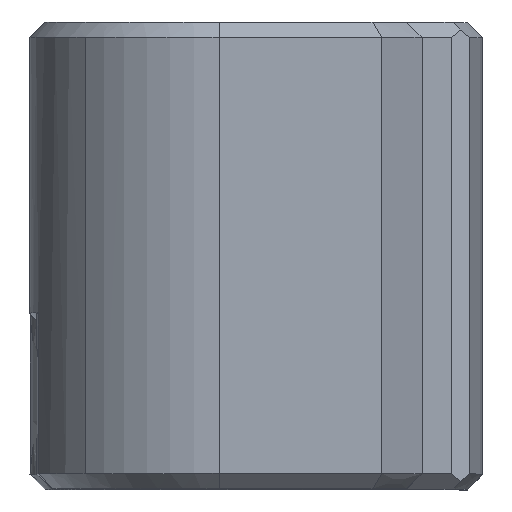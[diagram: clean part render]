
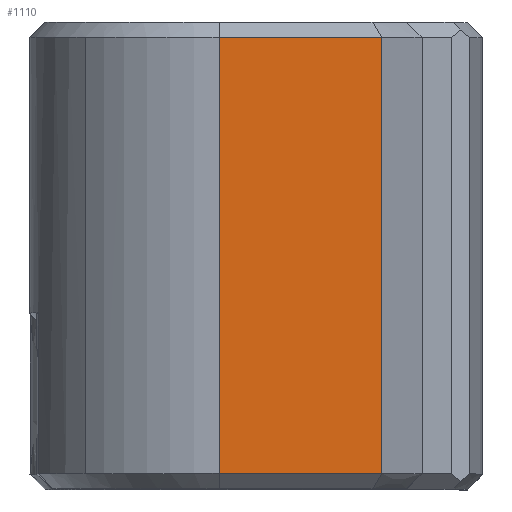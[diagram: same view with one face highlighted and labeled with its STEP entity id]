
A CAD part, top view. The second image highlights one B-rep face of the part: STEP entity #1110.
In plain terms, the highlighted planar face has unit normal (0, 0, 1).
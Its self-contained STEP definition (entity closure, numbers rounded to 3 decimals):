
#29 = VERTEX_POINT ( 'NONE', #1925 ) ;
#44 = DIRECTION ( 'NONE',  ( 1., 0., 0. ) ) ;
#114 = CARTESIAN_POINT ( 'NONE',  ( -115.212, 81.196, -50.866 ) ) ;
#146 = CARTESIAN_POINT ( 'NONE',  ( -116.437, 88.096, -50.866 ) ) ;
#152 = ORIENTED_EDGE ( 'NONE', *, *, #983, .T. ) ;
#239 = VECTOR ( 'NONE', #1712, 1000. ) ;
#291 = VECTOR ( 'NONE', #2565, 1000. ) ;
#414 = VECTOR ( 'NONE', #2515, 1000. ) ;
#548 = CARTESIAN_POINT ( 'NONE',  ( -110.925, 85.924, -50.866 ) ) ;
#800 = EDGE_CURVE ( 'NONE', #1884, #2724, #1992, .T. ) ;
#883 = VECTOR ( 'NONE', #44, 1000. ) ;
#953 = CARTESIAN_POINT ( 'NONE',  ( -115.212, 92.696, -50.866 ) ) ;
#983 = EDGE_CURVE ( 'NONE', #29, #2724, #3025, .T. ) ;
#1018 = ORIENTED_EDGE ( 'NONE', *, *, #2765, .F. ) ;
#1110 = ADVANCED_FACE ( 'NONE', ( #1556 ), #3238, .T. ) ;
#1118 = CARTESIAN_POINT ( 'NONE',  ( -110.925, 92.696, -50.866 ) ) ;
#1235 = CARTESIAN_POINT ( 'NONE',  ( -116.512, 81.196, -50.866 ) ) ;
#1556 = FACE_OUTER_BOUND ( 'NONE', #1910, .T. ) ;
#1686 = VERTEX_POINT ( 'NONE', #114 ) ;
#1712 = DIRECTION ( 'NONE',  ( 0., 1., 0. ) ) ;
#1813 = LINE ( 'NONE', #1235, #291 ) ;
#1884 = VERTEX_POINT ( 'NONE', #953 ) ;
#1906 = EDGE_CURVE ( 'NONE', #29, #1686, #1813, .T. ) ;
#1910 = EDGE_LOOP ( 'NONE', ( #3145, #152, #2726, #1018 ) ) ;
#1925 = CARTESIAN_POINT ( 'NONE',  ( -110.925, 81.196, -50.866 ) ) ;
#1983 = LINE ( 'NONE', #3073, #239 ) ;
#1992 = LINE ( 'NONE', #2805, #883 ) ;
#2379 = DIRECTION ( 'NONE',  ( 0., 0., 1. ) ) ;
#2515 = DIRECTION ( 'NONE',  ( 0., 1., 0. ) ) ;
#2565 = DIRECTION ( 'NONE',  ( -1., 0., 0. ) ) ;
#2628 = AXIS2_PLACEMENT_3D ( 'NONE', #146, #2379, #3514 ) ;
#2724 = VERTEX_POINT ( 'NONE', #1118 ) ;
#2726 = ORIENTED_EDGE ( 'NONE', *, *, #800, .F. ) ;
#2765 = EDGE_CURVE ( 'NONE', #1686, #1884, #1983, .T. ) ;
#2805 = CARTESIAN_POINT ( 'NONE',  ( -115.375, 92.696, -50.866 ) ) ;
#3025 = LINE ( 'NONE', #548, #414 ) ;
#3073 = CARTESIAN_POINT ( 'NONE',  ( -115.212, 86.464, -50.866 ) ) ;
#3145 = ORIENTED_EDGE ( 'NONE', *, *, #1906, .F. ) ;
#3238 = PLANE ( 'NONE',  #2628 ) ;
#3514 = DIRECTION ( 'NONE',  ( 0., -1., 0. ) ) ;
